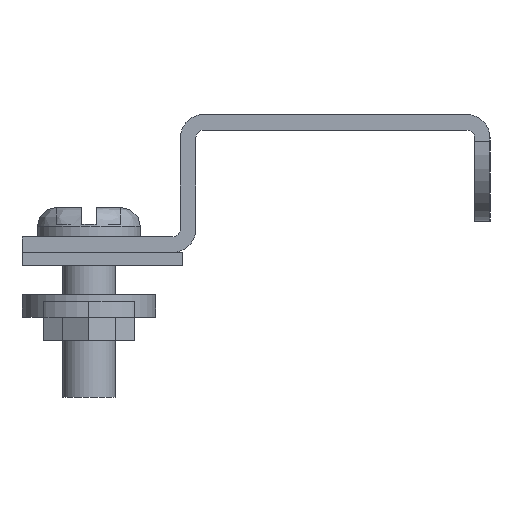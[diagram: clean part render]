
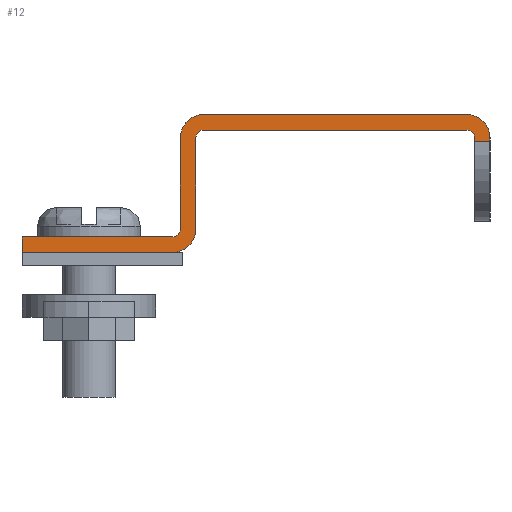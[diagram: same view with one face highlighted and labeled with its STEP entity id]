
A CAD part, left-side view. The second image highlights one B-rep face of the part: STEP entity #12.
In plain terms, the highlighted planar face has unit normal (-1, 0, 0).
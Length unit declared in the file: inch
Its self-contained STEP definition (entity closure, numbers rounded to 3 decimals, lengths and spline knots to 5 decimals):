
#12 = ADVANCED_FACE ( 'NONE', ( #1838 ), #504, .T. ) ;
#39 = CARTESIAN_POINT ( 'NONE',  ( -23.5, 1.094, 0. ) ) ;
#46 = DIRECTION ( 'NONE',  ( 0., 0., -1. ) ) ;
#51 = AXIS2_PLACEMENT_3D ( 'NONE', #814, #696, #328 ) ;
#68 = LINE ( 'NONE', #1437, #537 ) ;
#74 = CARTESIAN_POINT ( 'NONE',  ( -23.5, -0.986, 0.572 ) ) ;
#77 = CARTESIAN_POINT ( 'NONE',  ( -23.5, 0.2455, 0.464 ) ) ;
#92 = AXIS2_PLACEMENT_3D ( 'NONE', #1206, #542, #1890 ) ;
#97 = CARTESIAN_POINT ( 'NONE',  ( -23.5, -1.094, 0.5095 ) ) ;
#99 = CARTESIAN_POINT ( 'NONE',  ( -23.5, 0.3535, 0.464 ) ) ;
#132 = CARTESIAN_POINT ( 'NONE',  ( -23.5, -1.094, 0.464 ) ) ;
#138 = EDGE_CURVE ( 'NONE', #1898, #1704, #1570, .T. ) ;
#139 = VERTEX_POINT ( 'NONE', #911 ) ;
#149 = ORIENTED_EDGE ( 'NONE', *, *, #1319, .T. ) ;
#150 = DIRECTION ( 'NONE',  ( 0., 0., -1. ) ) ;
#177 = ORIENTED_EDGE ( 'NONE', *, *, #1512, .T. ) ;
#200 = EDGE_CURVE ( 'NONE', #139, #612, #662, .T. ) ;
#232 = VECTOR ( 'NONE', #1235, 39.37008 ) ;
#235 = ORIENTED_EDGE ( 'NONE', *, *, #456, .T. ) ;
#241 = LINE ( 'NONE', #97, #861 ) ;
#292 = CIRCLE ( 'NONE', #92, 0.036 ) ;
#328 = DIRECTION ( 'NONE',  ( 0., 0., 1. ) ) ;
#340 = VERTEX_POINT ( 'NONE', #700 ) ;
#368 = CIRCLE ( 'NONE', #1755, 0.036 ) ;
#416 = EDGE_CURVE ( 'NONE', #2036, #1898, #2117, .T. ) ;
#426 = DIRECTION ( 'NONE',  ( 0., -1., 0. ) ) ;
#428 = AXIS2_PLACEMENT_3D ( 'NONE', #2100, #1418, #1770 ) ;
#456 = EDGE_CURVE ( 'NONE', #2070, #340, #68, .T. ) ;
#464 = CIRCLE ( 'NONE', #1502, 0.108 ) ;
#469 = VECTOR ( 'NONE', #1266, 39.37008 ) ;
#476 = VERTEX_POINT ( 'NONE', #1074 ) ;
#488 = DIRECTION ( 'NONE',  ( 0., 0., -1. ) ) ;
#504 = PLANE ( 'NONE',  #51 ) ;
#537 = VECTOR ( 'NONE', #2091, 39.37008 ) ;
#542 = DIRECTION ( 'NONE',  ( 1., 0., 0. ) ) ;
#543 = VERTEX_POINT ( 'NONE', #1644 ) ;
#568 = EDGE_LOOP ( 'NONE', ( #1915, #2084, #2124, #1612, #235, #149, #704, #177, #1716, #1393, #638, #1185, #1968, #1203, #1684, #1381 ) ) ;
#572 = DIRECTION ( 'NONE',  ( 0., 0., 1. ) ) ;
#612 = VERTEX_POINT ( 'NONE', #1067 ) ;
#638 = ORIENTED_EDGE ( 'NONE', *, *, #2093, .T. ) ;
#660 = CARTESIAN_POINT ( 'NONE',  ( -23.5, -0.986, 0.5 ) ) ;
#662 = LINE ( 'NONE', #1648, #1063 ) ;
#696 = DIRECTION ( 'NONE',  ( -1., 0., 0. ) ) ;
#700 = CARTESIAN_POINT ( 'NONE',  ( -23.5, 0.3535, 0.036 ) ) ;
#704 = ORIENTED_EDGE ( 'NONE', *, *, #1149, .T. ) ;
#718 = LINE ( 'NONE', #1603, #232 ) ;
#722 = VERTEX_POINT ( 'NONE', #39 ) ;
#724 = CARTESIAN_POINT ( 'NONE',  ( -23.5, 1.094, 0.572 ) ) ;
#777 = AXIS2_PLACEMENT_3D ( 'NONE', #2101, #1087, #572 ) ;
#809 = EDGE_CURVE ( 'NONE', #2076, #1875, #1431, .T. ) ;
#814 = CARTESIAN_POINT ( 'NONE',  ( -23.5, 1.094, 0.5 ) ) ;
#822 = EDGE_CURVE ( 'NONE', #2144, #2070, #464, .T. ) ;
#824 = CIRCLE ( 'NONE', #1182, 0.036 ) ;
#861 = VECTOR ( 'NONE', #46, 39.37008 ) ;
#867 = LINE ( 'NONE', #1334, #1899 ) ;
#911 = CARTESIAN_POINT ( 'NONE',  ( -23.5, -1.022, 0.464 ) ) ;
#931 = CARTESIAN_POINT ( 'NONE',  ( -23.5, 0.2455, 0.572 ) ) ;
#957 = DIRECTION ( 'NONE',  ( 0., 0., -1. ) ) ;
#1063 = VECTOR ( 'NONE', #957, 39.37008 ) ;
#1066 = CARTESIAN_POINT ( 'NONE',  ( -23.5, 0.2815, 0.036 ) ) ;
#1067 = CARTESIAN_POINT ( 'NONE',  ( -23.5, -1.022, 0.447 ) ) ;
#1073 = CARTESIAN_POINT ( 'NONE',  ( -23.5, 0.2455, 0.5 ) ) ;
#1074 = CARTESIAN_POINT ( 'NONE',  ( -23.5, -1.094, 0.447 ) ) ;
#1087 = DIRECTION ( 'NONE',  ( -1., 0., 0. ) ) ;
#1110 = VERTEX_POINT ( 'NONE', #660 ) ;
#1130 = CARTESIAN_POINT ( 'NONE',  ( -23.5, -0.986, 0.464 ) ) ;
#1149 = EDGE_CURVE ( 'NONE', #543, #722, #867, .T. ) ;
#1166 = LINE ( 'NONE', #1672, #1294 ) ;
#1180 = LINE ( 'NONE', #724, #1258 ) ;
#1182 = AXIS2_PLACEMENT_3D ( 'NONE', #1130, #1685, #488 ) ;
#1185 = ORIENTED_EDGE ( 'NONE', *, *, #2046, .T. ) ;
#1203 = ORIENTED_EDGE ( 'NONE', *, *, #1379, .T. ) ;
#1206 = CARTESIAN_POINT ( 'NONE',  ( -23.5, 0.2455, 0.464 ) ) ;
#1235 = DIRECTION ( 'NONE',  ( 0., -1., 0. ) ) ;
#1249 = VECTOR ( 'NONE', #426, 39.37008 ) ;
#1252 = EDGE_CURVE ( 'NONE', #2076, #476, #241, .T. ) ;
#1255 = VERTEX_POINT ( 'NONE', #1297 ) ;
#1258 = VECTOR ( 'NONE', #1901, 39.37008 ) ;
#1261 = VECTOR ( 'NONE', #1594, 39.37008 ) ;
#1266 = DIRECTION ( 'NONE',  ( 0., 0., 1. ) ) ;
#1270 = CARTESIAN_POINT ( 'NONE',  ( -23.5, 1.094, -0.072 ) ) ;
#1294 = VECTOR ( 'NONE', #150, 39.37008 ) ;
#1297 = CARTESIAN_POINT ( 'NONE',  ( -23.5, 0.2815, 0.464 ) ) ;
#1319 = EDGE_CURVE ( 'NONE', #340, #543, #368, .T. ) ;
#1334 = CARTESIAN_POINT ( 'NONE',  ( -23.5, 1.094, 0. ) ) ;
#1379 = EDGE_CURVE ( 'NONE', #1110, #139, #824, .T. ) ;
#1381 = ORIENTED_EDGE ( 'NONE', *, *, #2019, .T. ) ;
#1393 = ORIENTED_EDGE ( 'NONE', *, *, #138, .T. ) ;
#1405 = CARTESIAN_POINT ( 'NONE',  ( -23.5, 1.094, 0.447 ) ) ;
#1418 = DIRECTION ( 'NONE',  ( -1., 0., 0. ) ) ;
#1421 = DIRECTION ( 'NONE',  ( 1., 0., 0. ) ) ;
#1431 = CIRCLE ( 'NONE', #428, 0.108 ) ;
#1432 = CARTESIAN_POINT ( 'NONE',  ( -23.5, 0.3895, 0.036 ) ) ;
#1437 = CARTESIAN_POINT ( 'NONE',  ( -23.5, 0.3535, 0.5 ) ) ;
#1502 = AXIS2_PLACEMENT_3D ( 'NONE', #77, #2118, #1929 ) ;
#1512 = EDGE_CURVE ( 'NONE', #722, #2036, #1166, .T. ) ;
#1513 = DIRECTION ( 'NONE',  ( 0., 1., 0. ) ) ;
#1556 = EDGE_CURVE ( 'NONE', #1875, #2144, #1180, .T. ) ;
#1570 = CIRCLE ( 'NONE', #777, 0.108 ) ;
#1575 = CARTESIAN_POINT ( 'NONE',  ( -23.5, 0.3895, -0.072 ) ) ;
#1594 = DIRECTION ( 'NONE',  ( 0., -1., 0. ) ) ;
#1603 = CARTESIAN_POINT ( 'NONE',  ( -23.5, -1.094, 0.5 ) ) ;
#1612 = ORIENTED_EDGE ( 'NONE', *, *, #822, .T. ) ;
#1639 = LINE ( 'NONE', #1772, #469 ) ;
#1644 = CARTESIAN_POINT ( 'NONE',  ( -23.5, 0.3895, 0. ) ) ;
#1648 = CARTESIAN_POINT ( 'NONE',  ( -23.5, -1.022, 0.5095 ) ) ;
#1672 = CARTESIAN_POINT ( 'NONE',  ( -23.5, 1.094, 0.5 ) ) ;
#1684 = ORIENTED_EDGE ( 'NONE', *, *, #200, .T. ) ;
#1685 = DIRECTION ( 'NONE',  ( 1., 0., 0. ) ) ;
#1704 = VERTEX_POINT ( 'NONE', #1066 ) ;
#1716 = ORIENTED_EDGE ( 'NONE', *, *, #416, .T. ) ;
#1755 = AXIS2_PLACEMENT_3D ( 'NONE', #1432, #1421, #2104 ) ;
#1770 = DIRECTION ( 'NONE',  ( 0., 0., -1. ) ) ;
#1772 = CARTESIAN_POINT ( 'NONE',  ( -23.5, 0.2815, 0.5 ) ) ;
#1838 = FACE_OUTER_BOUND ( 'NONE', #568, .T. ) ;
#1875 = VERTEX_POINT ( 'NONE', #74 ) ;
#1890 = DIRECTION ( 'NONE',  ( 0., 0., -1. ) ) ;
#1898 = VERTEX_POINT ( 'NONE', #1575 ) ;
#1899 = VECTOR ( 'NONE', #1513, 39.37008 ) ;
#1901 = DIRECTION ( 'NONE',  ( 0., 1., 0. ) ) ;
#1915 = ORIENTED_EDGE ( 'NONE', *, *, #1252, .F. ) ;
#1927 = VERTEX_POINT ( 'NONE', #1073 ) ;
#1929 = DIRECTION ( 'NONE',  ( 0., 0., -1. ) ) ;
#1968 = ORIENTED_EDGE ( 'NONE', *, *, #2015, .T. ) ;
#2015 = EDGE_CURVE ( 'NONE', #1927, #1110, #718, .T. ) ;
#2019 = EDGE_CURVE ( 'NONE', #612, #476, #2035, .T. ) ;
#2035 = LINE ( 'NONE', #1405, #1261 ) ;
#2036 = VERTEX_POINT ( 'NONE', #2075 ) ;
#2046 = EDGE_CURVE ( 'NONE', #1255, #1927, #292, .T. ) ;
#2070 = VERTEX_POINT ( 'NONE', #99 ) ;
#2075 = CARTESIAN_POINT ( 'NONE',  ( -23.5, 1.094, -0.072 ) ) ;
#2076 = VERTEX_POINT ( 'NONE', #132 ) ;
#2084 = ORIENTED_EDGE ( 'NONE', *, *, #809, .T. ) ;
#2091 = DIRECTION ( 'NONE',  ( 0., 0., -1. ) ) ;
#2093 = EDGE_CURVE ( 'NONE', #1704, #1255, #1639, .T. ) ;
#2100 = CARTESIAN_POINT ( 'NONE',  ( -23.5, -0.986, 0.464 ) ) ;
#2101 = CARTESIAN_POINT ( 'NONE',  ( -23.5, 0.3895, 0.036 ) ) ;
#2104 = DIRECTION ( 'NONE',  ( 0., 0., 1. ) ) ;
#2117 = LINE ( 'NONE', #1270, #1249 ) ;
#2118 = DIRECTION ( 'NONE',  ( -1., 0., 0. ) ) ;
#2124 = ORIENTED_EDGE ( 'NONE', *, *, #1556, .T. ) ;
#2144 = VERTEX_POINT ( 'NONE', #931 ) ;
